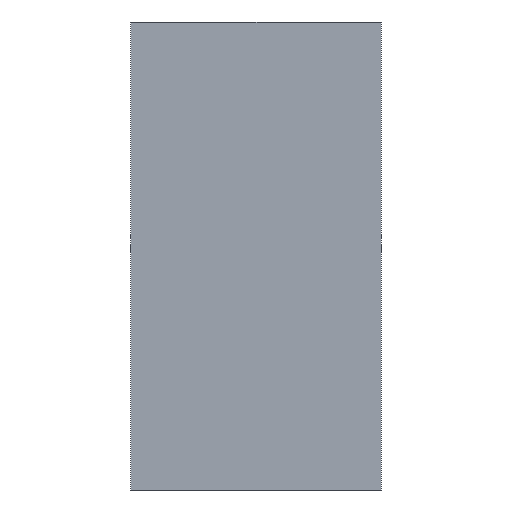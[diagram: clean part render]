
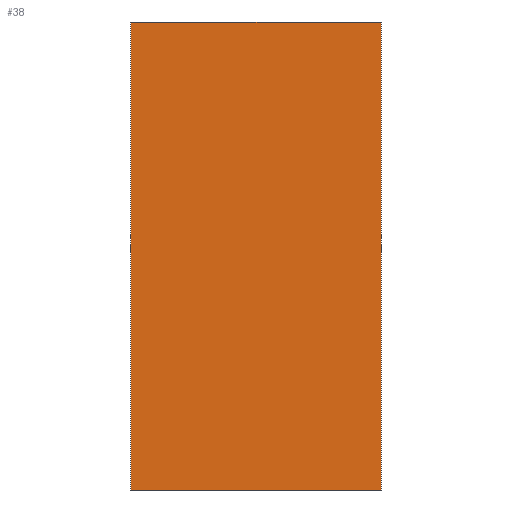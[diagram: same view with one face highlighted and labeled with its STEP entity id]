
A CAD part, left-side view. The second image highlights one B-rep face of the part: STEP entity #38.
In plain terms, the highlighted planar face has unit normal (-1, 0, 0).
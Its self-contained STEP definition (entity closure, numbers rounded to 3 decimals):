
#38 = ADVANCED_FACE( '', ( #81 ), #82, .F. );
#81 = FACE_OUTER_BOUND( '', #130, .T. );
#82 = PLANE( '', #131 );
#130 = EDGE_LOOP( '', ( #183, #184, #185, #186 ) );
#131 = AXIS2_PLACEMENT_3D( '', #187, #188, #189 );
#183 = ORIENTED_EDGE( '', *, *, #250, .T. );
#184 = ORIENTED_EDGE( '', *, *, #256, .F. );
#185 = ORIENTED_EDGE( '', *, *, #257, .F. );
#186 = ORIENTED_EDGE( '', *, *, #252, .T. );
#187 = CARTESIAN_POINT( '', ( -273., 31., 116. ) );
#188 = DIRECTION( '', ( 1., 0., 0. ) );
#189 = DIRECTION( '', ( 0., 0., -1. ) );
#250 = EDGE_CURVE( '', #282, #286, #288, .T. );
#252 = EDGE_CURVE( '', #290, #282, #291, .T. );
#256 = EDGE_CURVE( '', #296, #286, #297, .T. );
#257 = EDGE_CURVE( '', #290, #296, #298, .T. );
#282 = VERTEX_POINT( '', #328 );
#286 = VERTEX_POINT( '', #334 );
#288 = LINE( '', #337, #338 );
#290 = VERTEX_POINT( '', #340 );
#291 = LINE( '', #341, #342 );
#296 = VERTEX_POINT( '', #349 );
#297 = LINE( '', #350, #351 );
#298 = LINE( '', #352, #353 );
#328 = CARTESIAN_POINT( '', ( -273., 31., 0. ) );
#334 = CARTESIAN_POINT( '', ( -273., -31., 0. ) );
#337 = CARTESIAN_POINT( '', ( -273., 31., 0. ) );
#338 = VECTOR( '', #391, 1000. );
#340 = CARTESIAN_POINT( '', ( -273., 31., 116. ) );
#341 = CARTESIAN_POINT( '', ( -273., 31., 116. ) );
#342 = VECTOR( '', #392, 1000. );
#349 = CARTESIAN_POINT( '', ( -273., -31., 116. ) );
#350 = CARTESIAN_POINT( '', ( -273., -31., 116. ) );
#351 = VECTOR( '', #395, 1000. );
#352 = CARTESIAN_POINT( '', ( -273., 31., 116. ) );
#353 = VECTOR( '', #396, 1000. );
#391 = DIRECTION( '', ( 0., -1., 0. ) );
#392 = DIRECTION( '', ( 0., 0., -1. ) );
#395 = DIRECTION( '', ( 0., 0., -1. ) );
#396 = DIRECTION( '', ( 0., -1., 0. ) );
